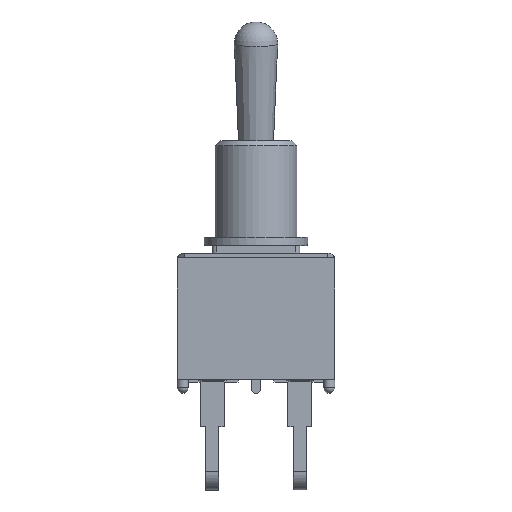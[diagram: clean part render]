
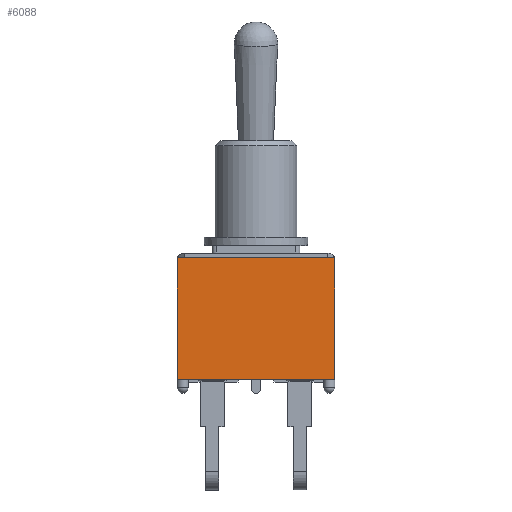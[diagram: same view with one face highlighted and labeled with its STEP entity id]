
A CAD part, left-side view. The second image highlights one B-rep face of the part: STEP entity #6088.
In plain terms, the highlighted planar face has unit normal (-1, 0, 0).
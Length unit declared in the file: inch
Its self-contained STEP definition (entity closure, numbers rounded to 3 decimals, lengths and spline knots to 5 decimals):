
#493=FACE_OUTER_BOUND('',#816,.T.);
#816=EDGE_LOOP('',(#5516,#5517,#5518,#5519,#5520,#5521,#5522,#5523));
#1424=LINE('',#10296,#2125);
#1528=LINE('',#10504,#2229);
#1557=LINE('',#10606,#2258);
#1558=LINE('',#10609,#2259);
#1568=LINE('',#10624,#2269);
#1600=LINE('',#10684,#2301);
#1610=LINE('',#10703,#2311);
#1612=LINE('',#10709,#2313);
#2125=VECTOR('',#7561,0.3937);
#2229=VECTOR('',#7755,0.3937);
#2258=VECTOR('',#7862,0.3937);
#2259=VECTOR('',#7865,0.3937);
#2269=VECTOR('',#7879,0.3937);
#2301=VECTOR('',#7941,0.3937);
#2311=VECTOR('',#7963,0.3937);
#2313=VECTOR('',#7973,0.3937);
#2757=VERTEX_POINT('',#10225);
#2783=VERTEX_POINT('',#10288);
#2843=VERTEX_POINT('',#10502);
#2865=VERTEX_POINT('',#10570);
#2874=VERTEX_POINT('',#10594);
#2877=VERTEX_POINT('',#10604);
#2878=VERTEX_POINT('',#10608);
#2894=VERTEX_POINT('',#10682);
#3568=EDGE_CURVE('',#2783,#2757,#1424,.T.);
#3672=EDGE_CURVE('',#2757,#2843,#1528,.T.);
#3721=EDGE_CURVE('',#2877,#2865,#1557,.T.);
#3722=EDGE_CURVE('',#2874,#2878,#1558,.T.);
#3732=EDGE_CURVE('',#2865,#2874,#1568,.T.);
#3764=EDGE_CURVE('',#2877,#2894,#1600,.T.);
#3774=EDGE_CURVE('',#2894,#2783,#1610,.T.);
#3776=EDGE_CURVE('',#2878,#2843,#1612,.T.);
#5516=ORIENTED_EDGE('',*,*,#3774,.T.);
#5517=ORIENTED_EDGE('',*,*,#3568,.T.);
#5518=ORIENTED_EDGE('',*,*,#3672,.T.);
#5519=ORIENTED_EDGE('',*,*,#3776,.F.);
#5520=ORIENTED_EDGE('',*,*,#3722,.F.);
#5521=ORIENTED_EDGE('',*,*,#3732,.F.);
#5522=ORIENTED_EDGE('',*,*,#3721,.F.);
#5523=ORIENTED_EDGE('',*,*,#3764,.T.);
#5777=PLANE('',#6503);
#6088=ADVANCED_FACE('',(#493),#5777,.T.);
#6503=AXIS2_PLACEMENT_3D('',#10708,#7971,#7972);
#7561=DIRECTION('',(0.,1.,0.));
#7755=DIRECTION('',(0.,1.,0.));
#7862=DIRECTION('',(0.,1.,0.));
#7865=DIRECTION('',(0.,1.,0.));
#7879=DIRECTION('',(0.,1.,0.));
#7941=DIRECTION('',(0.,0.,1.));
#7963=DIRECTION('',(0.,1.,0.));
#7971=DIRECTION('center_axis',(-1.,0.,0.));
#7972=DIRECTION('ref_axis',(0.,0.,1.));
#7973=DIRECTION('',(0.,0.,1.));
#10225=CARTESIAN_POINT('',(-0.16004,0.16378,0.27756));
#10288=CARTESIAN_POINT('',(-0.16004,-0.16378,0.27756));
#10296=CARTESIAN_POINT('',(-0.16004,-0.17992,0.27756));
#10502=CARTESIAN_POINT('',(-0.16004,0.17992,0.27756));
#10504=CARTESIAN_POINT('',(-0.16004,-0.17992,0.27756));
#10570=CARTESIAN_POINT('',(-0.16004,-0.16713,0.));
#10594=CARTESIAN_POINT('',(-0.16004,0.16713,0.));
#10604=CARTESIAN_POINT('',(-0.16004,-0.17992,0.));
#10606=CARTESIAN_POINT('',(-0.16004,-0.17992,0.));
#10608=CARTESIAN_POINT('',(-0.16004,0.17992,0.));
#10609=CARTESIAN_POINT('',(-0.16004,-0.17992,0.));
#10624=CARTESIAN_POINT('',(-0.16004,-0.17992,0.));
#10682=CARTESIAN_POINT('',(-0.16004,-0.17992,0.27756));
#10684=CARTESIAN_POINT('',(-0.16004,-0.17992,0.));
#10703=CARTESIAN_POINT('',(-0.16004,-0.17992,0.27756));
#10708=CARTESIAN_POINT('Origin',(-0.16004,-0.17992,0.));
#10709=CARTESIAN_POINT('',(-0.16004,0.17992,0.));
